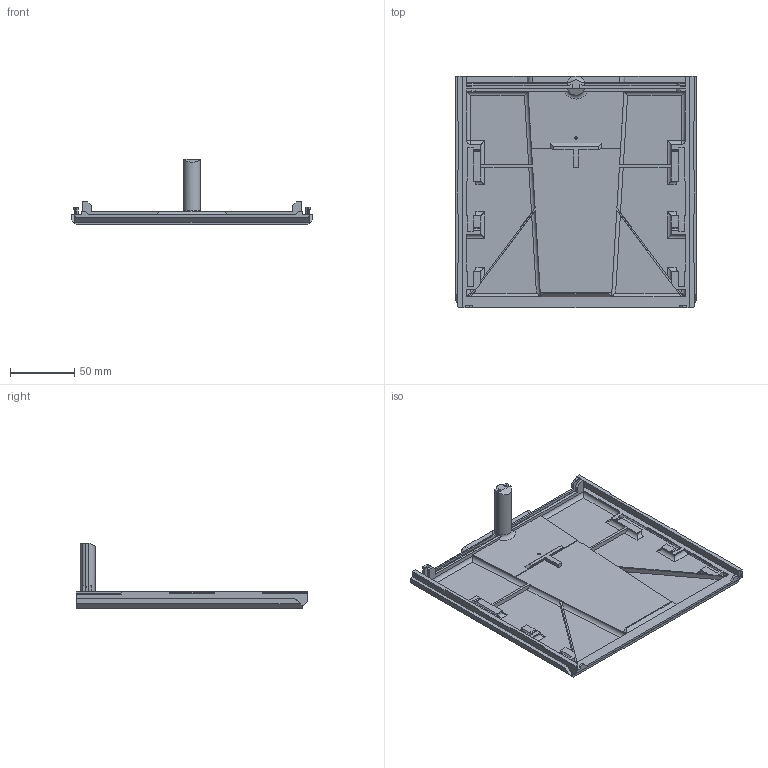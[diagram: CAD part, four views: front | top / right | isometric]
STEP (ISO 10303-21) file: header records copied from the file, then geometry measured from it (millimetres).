
FILE_DESCRIPTION(('HOOPS Exchange Step'),'2;1');
FILE_NAME('temp_export','2021-03-08T21:05:37+01:00',('mobile'),('Shapr3D Limited'),'HOOPS Exchange 2020.2','Shapr3D','Authorized');
FILE_SCHEMA( ('AP203_CONFIGURATION_CONTROLLED_3D_DESIGN_OF_MECHANICAL_PARTS_AND_ASSEMBLIES_MIM_LF') );
Length unit declared in the file: millimetre
Products named in the file (2): 0; 48F58F9D-FF18-4682-82E7-5CF62824D3FB.tmp
Assembly tree (1 placements, depth 2):
  48F58F9D-FF18-4682-82E7-5CF62824D3FB.tmp
    0
Bounding box: 188 x 180 x 51 mm (x, y, z)
Volume: 178685.5 mm3; surface area: 88804.2 mm2
Topology: 1 solids, 1 shells, 300 faces, 847 edges, 547 vertices
Faces by surface type: plane 237, cylinder 57, sphere 2, torus 2, bspline 2
Full cylindrical faces by diameter (mm): 2 x1
Entity records: 9935 total; most frequent: CARTESIAN_POINT 2080, ORIENTED_EDGE 1690, DIRECTION 1545, EDGE_CURVE 845, VECTOR 727, LINE 727, VERTEX_POINT 547, AXIS2_PLACEMENT_3D 409
